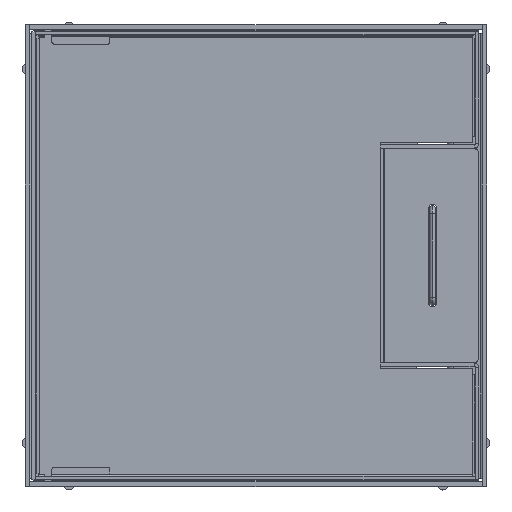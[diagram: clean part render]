
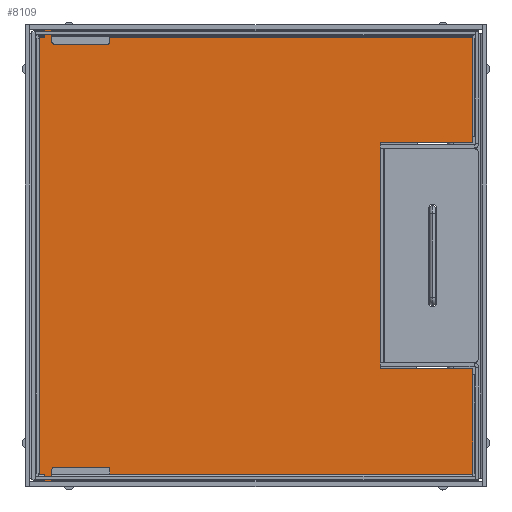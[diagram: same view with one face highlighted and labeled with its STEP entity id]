
A CAD part, top view. The second image highlights one B-rep face of the part: STEP entity #8109.
In plain terms, the highlighted face is planar.
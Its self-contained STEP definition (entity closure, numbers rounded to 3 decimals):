
#7655=CARTESIAN_POINT('',(92.2,64.1,0.));
#7656=DIRECTION('',(0.,0.,1.));
#7657=DIRECTION('',(-1.,0.,0.));
#7658=AXIS2_PLACEMENT_3D('',#7655,#7656,#7657);
#7660=DIRECTION('',(0.,-1.,0.));
#7661=VECTOR('',#7660,23.);
#7662=CARTESIAN_POINT('',(91.2,87.1,0.));
#7663=LINE('',#7662,#7661);
#7664=CARTESIAN_POINT('',(92.2,87.1,0.));
#7665=DIRECTION('',(0.,0.,1.));
#7666=DIRECTION('',(0.,1.,0.));
#7667=AXIS2_PLACEMENT_3D('',#7664,#7665,#7666);
#7669=DIRECTION('',(0.,-1.,0.));
#7670=VECTOR('',#7669,3.);
#7671=CARTESIAN_POINT('',(99.2,91.1,0.));
#7672=LINE('',#7671,#7670);
#7673=DIRECTION('',(1.,0.,0.));
#7674=VECTOR('',#7673,5.);
#7675=CARTESIAN_POINT('',(94.2,91.1,0.));
#7676=LINE('',#7675,#7674);
#7677=DIRECTION('',(0.,-1.,0.));
#7678=VECTOR('',#7677,2.4);
#7679=CARTESIAN_POINT('',(94.2,93.5,0.));
#7680=LINE('',#7679,#7678);
#7681=DIRECTION('',(1.,0.,0.));
#7682=VECTOR('',#7681,188.4);
#7683=CARTESIAN_POINT('',(-94.2,93.5,0.));
#7684=LINE('',#7683,#7682);
#7685=DIRECTION('',(0.,1.,0.));
#7686=VECTOR('',#7685,2.4);
#7687=CARTESIAN_POINT('',(-94.2,91.1,0.));
#7688=LINE('',#7687,#7686);
#7689=DIRECTION('',(0.,1.,0.));
#7690=VECTOR('',#7689,3.);
#7691=CARTESIAN_POINT('',(-99.2,88.1,0.));
#7692=LINE('',#7691,#7690);
#7693=DIRECTION('',(-1.,0.,0.));
#7694=VECTOR('',#7693,7.);
#7695=CARTESIAN_POINT('',(-92.2,88.1,0.));
#7696=LINE('',#7695,#7694);
#7697=CARTESIAN_POINT('',(-92.2,87.1,0.));
#7698=DIRECTION('',(0.,0.,1.));
#7699=DIRECTION('',(1.,0.,0.));
#7700=AXIS2_PLACEMENT_3D('',#7697,#7698,#7699);
#7702=DIRECTION('',(0.,1.,0.));
#7703=VECTOR('',#7702,23.);
#7704=CARTESIAN_POINT('',(-91.2,64.1,0.));
#7705=LINE('',#7704,#7703);
#7706=CARTESIAN_POINT('',(-92.2,64.1,0.));
#7707=DIRECTION('',(0.,0.,1.));
#7708=DIRECTION('',(0.,-1.,0.));
#7709=AXIS2_PLACEMENT_3D('',#7706,#7707,#7708);
#7711=DIRECTION('',(-1.,0.,0.));
#7712=VECTOR('',#7711,45.55);
#7713=CARTESIAN_POINT('',(-48.65,-93.4,0.));
#7714=LINE('',#7713,#7712);
#7715=DIRECTION('',(1.,0.,0.));
#7716=VECTOR('',#7715,97.3);
#7717=CARTESIAN_POINT('',(-48.65,-53.4,0.));
#7718=LINE('',#7717,#7716);
#7719=DIRECTION('',(-1.,0.,0.));
#7720=VECTOR('',#7719,45.55);
#7721=CARTESIAN_POINT('',(94.2,-93.4,0.));
#7722=LINE('',#7721,#7720);
#7731=DIRECTION('',(0.,-1.,0.));
#7732=VECTOR('',#7731,156.5);
#7733=CARTESIAN_POINT('',(94.2,63.1,0.));
#7734=LINE('',#7733,#7732);
#7783=DIRECTION('',(0.,1.,0.));
#7784=VECTOR('',#7783,40.);
#7785=CARTESIAN_POINT('',(48.65,-93.4,0.));
#7786=LINE('',#7785,#7784);
#7807=DIRECTION('',(0.,-1.,0.));
#7808=VECTOR('',#7807,40.);
#7809=CARTESIAN_POINT('',(-48.65,-53.4,0.));
#7810=LINE('',#7809,#7808);
#7811=DIRECTION('',(0.,1.,0.));
#7812=VECTOR('',#7811,156.5);
#7813=CARTESIAN_POINT('',(-94.2,-93.4,0.));
#7814=LINE('',#7813,#7812);
#7831=DIRECTION('',(1.,0.,0.));
#7832=VECTOR('',#7831,2.);
#7833=CARTESIAN_POINT('',(-94.2,63.1,0.));
#7834=LINE('',#7833,#7832);
#7867=DIRECTION('',(-1.,0.,0.));
#7868=VECTOR('',#7867,5.);
#7869=CARTESIAN_POINT('',(-94.2,91.1,0.));
#7870=LINE('',#7869,#7868);
#7911=DIRECTION('',(1.,0.,0.));
#7912=VECTOR('',#7911,7.);
#7913=CARTESIAN_POINT('',(92.2,88.1,0.));
#7914=LINE('',#7913,#7912);
#7935=DIRECTION('',(1.,0.,0.));
#7936=VECTOR('',#7935,2.);
#7937=CARTESIAN_POINT('',(92.2,63.1,0.));
#7938=LINE('',#7937,#7936);
#7943=CARTESIAN_POINT('',(48.65,-93.4,0.));
#7945=VERTEX_POINT('',#7943);
#7947=CARTESIAN_POINT('',(-48.65,-53.4,0.));
#7949=VERTEX_POINT('',#7947);
#7951=CARTESIAN_POINT('',(-94.2,91.1,0.));
#7953=VERTEX_POINT('',#7951);
#7957=CARTESIAN_POINT('',(-94.2,93.5,0.));
#7958=VERTEX_POINT('',#7957);
#7959=CARTESIAN_POINT('',(-94.2,-93.4,0.));
#7961=VERTEX_POINT('',#7959);
#7963=CARTESIAN_POINT('',(94.2,-93.4,0.));
#7965=VERTEX_POINT('',#7963);
#7968=CARTESIAN_POINT('',(94.2,91.1,0.));
#7970=VERTEX_POINT('',#7968);
#7971=CARTESIAN_POINT('',(94.2,93.5,0.));
#7972=VERTEX_POINT('',#7971);
#7975=CARTESIAN_POINT('',(-48.65,-93.4,0.));
#7976=VERTEX_POINT('',#7975);
#8003=CARTESIAN_POINT('',(-92.2,63.1,0.));
#8004=CARTESIAN_POINT('',(-91.2,64.1,0.));
#8005=VERTEX_POINT('',#8003);
#8006=VERTEX_POINT('',#8004);
#8007=CARTESIAN_POINT('',(-91.2,87.1,0.));
#8008=VERTEX_POINT('',#8007);
#8009=CARTESIAN_POINT('',(-92.2,88.1,0.));
#8010=VERTEX_POINT('',#8009);
#8011=CARTESIAN_POINT('',(-99.2,88.1,0.));
#8012=VERTEX_POINT('',#8011);
#8013=CARTESIAN_POINT('',(-99.2,91.1,0.));
#8014=VERTEX_POINT('',#8013);
#8015=CARTESIAN_POINT('',(99.2,91.1,0.));
#8016=VERTEX_POINT('',#8015);
#8017=CARTESIAN_POINT('',(99.2,88.1,0.));
#8018=VERTEX_POINT('',#8017);
#8019=CARTESIAN_POINT('',(92.2,88.1,0.));
#8020=VERTEX_POINT('',#8019);
#8021=CARTESIAN_POINT('',(91.2,87.1,0.));
#8022=VERTEX_POINT('',#8021);
#8023=CARTESIAN_POINT('',(91.2,64.1,0.));
#8024=VERTEX_POINT('',#8023);
#8025=CARTESIAN_POINT('',(92.2,63.1,0.));
#8026=VERTEX_POINT('',#8025);
#8027=CARTESIAN_POINT('',(48.65,-53.4,0.));
#8029=VERTEX_POINT('',#8027);
#8031=CARTESIAN_POINT('',(-94.2,63.1,0.));
#8033=VERTEX_POINT('',#8031);
#8036=CARTESIAN_POINT('',(94.2,63.1,0.));
#8038=VERTEX_POINT('',#8036);
#8055=CARTESIAN_POINT('',(-94.2,-93.4,0.));
#8056=DIRECTION('',(0.,0.,1.));
#8057=DIRECTION('',(1.,0.,0.));
#8058=AXIS2_PLACEMENT_3D('',#8055,#8056,#8057);
#8059=PLANE('',#8058);
#8061=ORIENTED_EDGE('',*,*,#8060,.F.);
#8063=ORIENTED_EDGE('',*,*,#8062,.F.);
#8065=ORIENTED_EDGE('',*,*,#8064,.F.);
#8067=ORIENTED_EDGE('',*,*,#8066,.F.);
#8069=ORIENTED_EDGE('',*,*,#8068,.F.);
#8071=ORIENTED_EDGE('',*,*,#8070,.T.);
#8073=ORIENTED_EDGE('',*,*,#8072,.F.);
#8075=ORIENTED_EDGE('',*,*,#8074,.F.);
#8077=ORIENTED_EDGE('',*,*,#8076,.F.);
#8079=ORIENTED_EDGE('',*,*,#8078,.F.);
#8081=ORIENTED_EDGE('',*,*,#8080,.F.);
#8083=ORIENTED_EDGE('',*,*,#8082,.T.);
#8085=ORIENTED_EDGE('',*,*,#8084,.F.);
#8087=ORIENTED_EDGE('',*,*,#8086,.F.);
#8089=ORIENTED_EDGE('',*,*,#8088,.F.);
#8091=ORIENTED_EDGE('',*,*,#8090,.F.);
#8093=ORIENTED_EDGE('',*,*,#8092,.F.);
#8095=ORIENTED_EDGE('',*,*,#8094,.F.);
#8097=ORIENTED_EDGE('',*,*,#8096,.F.);
#8098=ORIENTED_EDGE('',*,*,#8044,.F.);
#8100=ORIENTED_EDGE('',*,*,#8099,.F.);
#8102=ORIENTED_EDGE('',*,*,#8101,.T.);
#8104=ORIENTED_EDGE('',*,*,#8103,.F.);
#8106=ORIENTED_EDGE('',*,*,#8105,.F.);
#8107=EDGE_LOOP('',(#8061,#8063,#8065,#8067,#8069,#8071,#8073,#8075,#8077,#8079,
#8081,#8083,#8085,#8087,#8089,#8091,#8093,#8095,#8097,#8098,#8100,#8102,#8104,
#8106));
#8108=FACE_OUTER_BOUND('',#8107,.F.);
#8109=ADVANCED_FACE('',(#8108),#8059,.F.);
#7659=CIRCLE('',#7658,1.);
#7668=CIRCLE('',#7667,1.);
#7701=CIRCLE('',#7700,1.);
#7710=CIRCLE('',#7709,1.);
#8044=EDGE_CURVE('',#7976,#7961,#7714,.T.);
#8060=EDGE_CURVE('',#8038,#7965,#7734,.T.);
#8062=EDGE_CURVE('',#8026,#8038,#7938,.T.);
#8064=EDGE_CURVE('',#8024,#8026,#7659,.T.);
#8066=EDGE_CURVE('',#8022,#8024,#7663,.T.);
#8068=EDGE_CURVE('',#8020,#8022,#7668,.T.);
#8070=EDGE_CURVE('',#8020,#8018,#7914,.T.);
#8072=EDGE_CURVE('',#8016,#8018,#7672,.T.);
#8074=EDGE_CURVE('',#7970,#8016,#7676,.T.);
#8076=EDGE_CURVE('',#7972,#7970,#7680,.T.);
#8078=EDGE_CURVE('',#7958,#7972,#7684,.T.);
#8080=EDGE_CURVE('',#7953,#7958,#7688,.T.);
#8082=EDGE_CURVE('',#7953,#8014,#7870,.T.);
#8084=EDGE_CURVE('',#8012,#8014,#7692,.T.);
#8086=EDGE_CURVE('',#8010,#8012,#7696,.T.);
#8088=EDGE_CURVE('',#8008,#8010,#7701,.T.);
#8090=EDGE_CURVE('',#8006,#8008,#7705,.T.);
#8092=EDGE_CURVE('',#8005,#8006,#7710,.T.);
#8094=EDGE_CURVE('',#8033,#8005,#7834,.T.);
#8096=EDGE_CURVE('',#7961,#8033,#7814,.T.);
#8099=EDGE_CURVE('',#7949,#7976,#7810,.T.);
#8101=EDGE_CURVE('',#7949,#8029,#7718,.T.);
#8103=EDGE_CURVE('',#7945,#8029,#7786,.T.);
#8105=EDGE_CURVE('',#7965,#7945,#7722,.T.);
